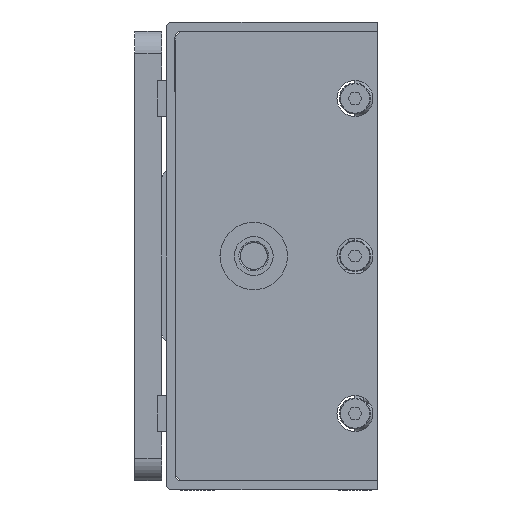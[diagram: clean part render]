
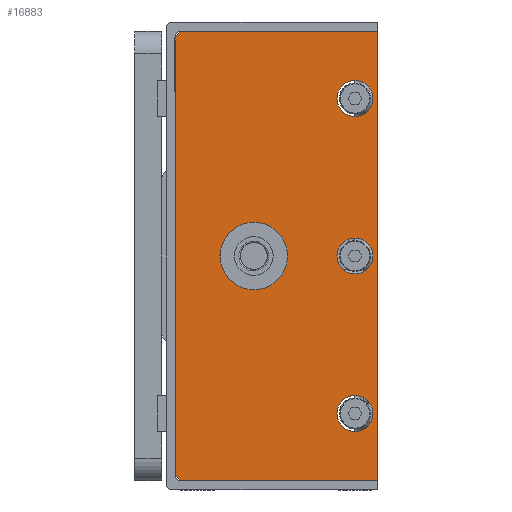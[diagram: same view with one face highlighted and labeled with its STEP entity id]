
A CAD part, left-side view. The second image highlights one B-rep face of the part: STEP entity #16883.
In plain terms, the highlighted planar face has unit normal (-1, 0, 0).
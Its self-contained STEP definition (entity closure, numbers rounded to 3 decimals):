
#286 = EDGE_CURVE ( 'NONE', #28799, #24774, #20934, .T. ) ;
#838 = EDGE_CURVE ( 'NONE', #8596, #29603, #16107, .T. ) ;
#862 = CARTESIAN_POINT ( 'NONE',  ( -146., 45., 50. ) ) ;
#1032 = CARTESIAN_POINT ( 'NONE',  ( -146., 0., 50. ) ) ;
#1148 = CARTESIAN_POINT ( 'NONE',  ( -146., 27.5, 0. ) ) ;
#1377 = VERTEX_POINT ( 'NONE', #7870 ) ;
#2063 = AXIS2_PLACEMENT_3D ( 'NONE', #1148, #20420, #3924 ) ;
#2116 = CIRCLE ( 'NONE', #2063, 7.5 ) ;
#2529 = AXIS2_PLACEMENT_3D ( 'NONE', #19545, #3028, #22327 ) ;
#2595 = CARTESIAN_POINT ( 'NONE',  ( -146., 43., 48. ) ) ;
#3027 = CARTESIAN_POINT ( 'NONE',  ( -146., 5., 35. ) ) ;
#3028 = DIRECTION ( 'NONE',  ( -1., 0., 0. ) ) ;
#3119 = CIRCLE ( 'NONE', #2529, 4. ) ;
#3610 = DIRECTION ( 'NONE',  ( 0., 1., 0. ) ) ;
#3911 = AXIS2_PLACEMENT_3D ( 'NONE', #25983, #9457, #28745 ) ;
#3924 = DIRECTION ( 'NONE',  ( 0., 1., 0. ) ) ;
#4049 = CIRCLE ( 'NONE', #7867, 4. ) ;
#5043 = EDGE_LOOP ( 'NONE', ( #26978, #27535, #35013, #18865, #8798, #29969 ) ) ;
#5147 = VERTEX_POINT ( 'NONE', #30220 ) ;
#5384 = DIRECTION ( 'NONE',  ( 0., 1., 0. ) ) ;
#5488 = CARTESIAN_POINT ( 'NONE',  ( -146., 5., 4. ) ) ;
#5793 = DIRECTION ( 'NONE',  ( 0., 0., 1. ) ) ;
#6194 = LINE ( 'NONE', #15847, #12658 ) ;
#6617 = VERTEX_POINT ( 'NONE', #18247 ) ;
#6776 = CARTESIAN_POINT ( 'NONE',  ( -146., 5., 35. ) ) ;
#6855 = EDGE_CURVE ( 'NONE', #19315, #6617, #35299, .T. ) ;
#7112 = EDGE_LOOP ( 'NONE', ( #22363, #23229 ) ) ;
#7852 = DIRECTION ( 'NONE',  ( -1., 0., 0. ) ) ;
#7867 = AXIS2_PLACEMENT_3D ( 'NONE', #6776, #26061, #9531 ) ;
#7870 = CARTESIAN_POINT ( 'NONE',  ( -146., 20., 0. ) ) ;
#8010 = CARTESIAN_POINT ( 'NONE',  ( -146., 5., -35. ) ) ;
#8171 = DIRECTION ( 'NONE',  ( -1., 0., 0. ) ) ;
#8430 = ORIENTED_EDGE ( 'NONE', *, *, #838, .F. ) ;
#8556 = VERTEX_POINT ( 'NONE', #1032 ) ;
#8596 = VERTEX_POINT ( 'NONE', #26352 ) ;
#8798 = ORIENTED_EDGE ( 'NONE', *, *, #12523, .F. ) ;
#9440 = CIRCLE ( 'NONE', #3911, 2. ) ;
#9457 = DIRECTION ( 'NONE',  ( -1., 0., 0. ) ) ;
#9531 = DIRECTION ( 'NONE',  ( 0., 0., 1. ) ) ;
#9543 = AXIS2_PLACEMENT_3D ( 'NONE', #24322, #7852, #27115 ) ;
#9703 = ORIENTED_EDGE ( 'NONE', *, *, #6855, .F. ) ;
#9717 = EDGE_LOOP ( 'NONE', ( #31220, #23634 ) ) ;
#10759 = DIRECTION ( 'NONE',  ( 0., 0., 1. ) ) ;
#10997 = DIRECTION ( 'NONE',  ( 1., 0., 0. ) ) ;
#11043 = CARTESIAN_POINT ( 'NONE',  ( -146., 35., 0. ) ) ;
#12079 = CIRCLE ( 'NONE', #20286, 4. ) ;
#12523 = EDGE_CURVE ( 'NONE', #30890, #8556, #13660, .T. ) ;
#12588 = EDGE_CURVE ( 'NONE', #30890, #15953, #16703, .T. ) ;
#12619 = FACE_BOUND ( 'NONE', #7112, .T. ) ;
#12652 = VECTOR ( 'NONE', #27154, 1000. ) ;
#12658 = VECTOR ( 'NONE', #29578, 1000. ) ;
#13284 = CARTESIAN_POINT ( 'NONE',  ( -146., 0., 50. ) ) ;
#13660 = LINE ( 'NONE', #32269, #27461 ) ;
#13914 = CARTESIAN_POINT ( 'NONE',  ( -146., 5., -4. ) ) ;
#14768 = EDGE_LOOP ( 'NONE', ( #8430, #18185 ) ) ;
#15847 = CARTESIAN_POINT ( 'NONE',  ( -146., 45., 50. ) ) ;
#15953 = VERTEX_POINT ( 'NONE', #23937 ) ;
#16107 = CIRCLE ( 'NONE', #16718, 4. ) ;
#16588 = AXIS2_PLACEMENT_3D ( 'NONE', #27517, #10997, #30262 ) ;
#16631 = EDGE_CURVE ( 'NONE', #8556, #23641, #19977, .T. ) ;
#16703 = CIRCLE ( 'NONE', #21870, 2. ) ;
#16718 = AXIS2_PLACEMENT_3D ( 'NONE', #8010, #27275, #10759 ) ;
#16750 = EDGE_CURVE ( 'NONE', #24774, #28799, #3119, .T. ) ;
#16883 = ADVANCED_FACE ( 'NONE', ( #19939, #34639, #12619, #27274, #33783 ), #25576, .F. ) ;
#18185 = ORIENTED_EDGE ( 'NONE', *, *, #27489, .F. ) ;
#18247 = CARTESIAN_POINT ( 'NONE',  ( -146., 5., 39. ) ) ;
#18547 = DIRECTION ( 'NONE',  ( 0., -1., 0. ) ) ;
#18865 = ORIENTED_EDGE ( 'NONE', *, *, #16631, .F. ) ;
#18949 = VECTOR ( 'NONE', #26342, 1000. ) ;
#19315 = VERTEX_POINT ( 'NONE', #27299 ) ;
#19545 = CARTESIAN_POINT ( 'NONE',  ( -146., 5., 0. ) ) ;
#19939 = FACE_BOUND ( 'NONE', #34440, .T. ) ;
#19977 = LINE ( 'NONE', #13284, #12652 ) ;
#20136 = DIRECTION ( 'NONE',  ( 1., 0., 0. ) ) ;
#20286 = AXIS2_PLACEMENT_3D ( 'NONE', #24652, #8171, #27429 ) ;
#20420 = DIRECTION ( 'NONE',  ( 1., 0., 0. ) ) ;
#20431 = AXIS2_PLACEMENT_3D ( 'NONE', #3027, #22324, #5793 ) ;
#20934 = CIRCLE ( 'NONE', #9543, 4. ) ;
#21376 = ORIENTED_EDGE ( 'NONE', *, *, #35828, .F. ) ;
#21870 = AXIS2_PLACEMENT_3D ( 'NONE', #2595, #21885, #5384 ) ;
#21885 = DIRECTION ( 'NONE',  ( -1., 0., 0. ) ) ;
#22324 = DIRECTION ( 'NONE',  ( -1., 0., 0. ) ) ;
#22327 = DIRECTION ( 'NONE',  ( 0., 0., 1. ) ) ;
#22363 = ORIENTED_EDGE ( 'NONE', *, *, #286, .F. ) ;
#23203 = CARTESIAN_POINT ( 'NONE',  ( -146., 45., -50. ) ) ;
#23229 = ORIENTED_EDGE ( 'NONE', *, *, #16750, .F. ) ;
#23311 = EDGE_CURVE ( 'NONE', #1377, #32961, #2116, .T. ) ;
#23319 = EDGE_CURVE ( 'NONE', #29707, #5147, #9440, .T. ) ;
#23395 = EDGE_CURVE ( 'NONE', #5147, #23641, #33616, .T. ) ;
#23634 = ORIENTED_EDGE ( 'NONE', *, *, #23311, .T. ) ;
#23641 = VERTEX_POINT ( 'NONE', #27635 ) ;
#23937 = CARTESIAN_POINT ( 'NONE',  ( -146., 45., 48. ) ) ;
#24322 = CARTESIAN_POINT ( 'NONE',  ( -146., 5., 0. ) ) ;
#24423 = CARTESIAN_POINT ( 'NONE',  ( -146., 5., -39. ) ) ;
#24652 = CARTESIAN_POINT ( 'NONE',  ( -146., 5., -35. ) ) ;
#24774 = VERTEX_POINT ( 'NONE', #13914 ) ;
#25576 = PLANE ( 'NONE',  #33983 ) ;
#25983 = CARTESIAN_POINT ( 'NONE',  ( -146., 43., -48. ) ) ;
#26061 = DIRECTION ( 'NONE',  ( -1., 0., 0. ) ) ;
#26342 = DIRECTION ( 'NONE',  ( 0., -1., 0. ) ) ;
#26352 = CARTESIAN_POINT ( 'NONE',  ( -146., 5., -31. ) ) ;
#26978 = ORIENTED_EDGE ( 'NONE', *, *, #35400, .T. ) ;
#27115 = DIRECTION ( 'NONE',  ( 0., 0., 1. ) ) ;
#27154 = DIRECTION ( 'NONE',  ( 0., 0., -1. ) ) ;
#27274 = FACE_BOUND ( 'NONE', #9717, .T. ) ;
#27275 = DIRECTION ( 'NONE',  ( -1., 0., 0. ) ) ;
#27299 = CARTESIAN_POINT ( 'NONE',  ( -146., 5., 31. ) ) ;
#27332 = CARTESIAN_POINT ( 'NONE',  ( -146., 45., -48. ) ) ;
#27429 = DIRECTION ( 'NONE',  ( 0., 0., 1. ) ) ;
#27461 = VECTOR ( 'NONE', #18547, 1000. ) ;
#27489 = EDGE_CURVE ( 'NONE', #29603, #8596, #12079, .T. ) ;
#27517 = CARTESIAN_POINT ( 'NONE',  ( -146., 27.5, 0. ) ) ;
#27535 = ORIENTED_EDGE ( 'NONE', *, *, #23319, .T. ) ;
#27635 = CARTESIAN_POINT ( 'NONE',  ( -146., 0., -50. ) ) ;
#28745 = DIRECTION ( 'NONE',  ( 0., 1., 0. ) ) ;
#28799 = VERTEX_POINT ( 'NONE', #5488 ) ;
#29578 = DIRECTION ( 'NONE',  ( 0., 0., -1. ) ) ;
#29603 = VERTEX_POINT ( 'NONE', #24423 ) ;
#29707 = VERTEX_POINT ( 'NONE', #27332 ) ;
#29969 = ORIENTED_EDGE ( 'NONE', *, *, #12588, .T. ) ;
#30220 = CARTESIAN_POINT ( 'NONE',  ( -146., 43., -50. ) ) ;
#30262 = DIRECTION ( 'NONE',  ( 0., 1., 0. ) ) ;
#30633 = CARTESIAN_POINT ( 'NONE',  ( -146., 43., 50. ) ) ;
#30890 = VERTEX_POINT ( 'NONE', #30633 ) ;
#31220 = ORIENTED_EDGE ( 'NONE', *, *, #35559, .T. ) ;
#32269 = CARTESIAN_POINT ( 'NONE',  ( -146., 45., 50. ) ) ;
#32482 = CIRCLE ( 'NONE', #16588, 7.5 ) ;
#32961 = VERTEX_POINT ( 'NONE', #11043 ) ;
#33616 = LINE ( 'NONE', #23203, #18949 ) ;
#33783 = FACE_OUTER_BOUND ( 'NONE', #5043, .T. ) ;
#33983 = AXIS2_PLACEMENT_3D ( 'NONE', #862, #20136, #3610 ) ;
#34440 = EDGE_LOOP ( 'NONE', ( #21376, #9703 ) ) ;
#34639 = FACE_BOUND ( 'NONE', #14768, .T. ) ;
#35013 = ORIENTED_EDGE ( 'NONE', *, *, #23395, .T. ) ;
#35299 = CIRCLE ( 'NONE', #20431, 4. ) ;
#35400 = EDGE_CURVE ( 'NONE', #15953, #29707, #6194, .T. ) ;
#35559 = EDGE_CURVE ( 'NONE', #32961, #1377, #32482, .T. ) ;
#35828 = EDGE_CURVE ( 'NONE', #6617, #19315, #4049, .T. ) ;
